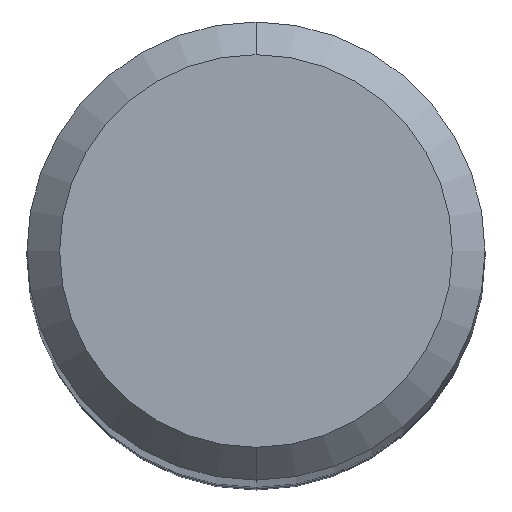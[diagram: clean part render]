
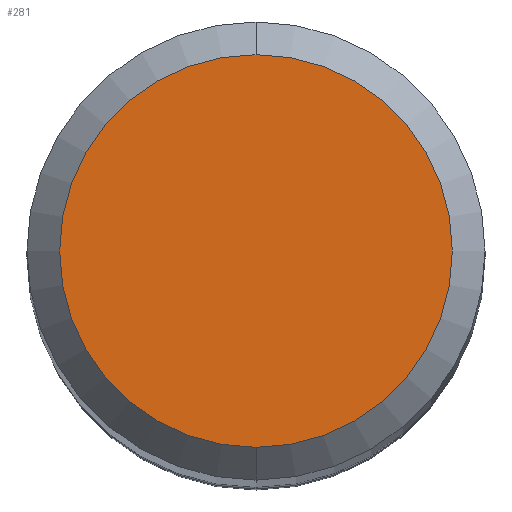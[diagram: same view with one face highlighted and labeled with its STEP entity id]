
A CAD part, top view. The second image highlights one B-rep face of the part: STEP entity #281.
In plain terms, the highlighted planar face has unit normal (0, 0, 1).
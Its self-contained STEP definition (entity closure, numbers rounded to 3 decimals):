
#167=EDGE_CURVE('',#175,#301,#405,.T.);
#175=VERTEX_POINT('',#413);
#231=EDGE_CURVE('',#301,#175,#474,.T.);
#281=ADVANCED_FACE('',(#527),#528,.T.);
#301=VERTEX_POINT('',#549);
#405=CIRCLE('',#667,1.8);
#413=CARTESIAN_POINT('',(0.0,1.8,0.0));
#474=CIRCLE('',#757,1.8);
#527=FACE_OUTER_BOUND('',#830,.T.);
#528=PLANE('',#831);
#549=CARTESIAN_POINT('',(0.,-1.8,0.0));
#667=AXIS2_PLACEMENT_3D('',#986,#987,#988);
#757=AXIS2_PLACEMENT_3D('',#1057,#1058,#1059);
#830=EDGE_LOOP('',(#1114,#1115));
#831=AXIS2_PLACEMENT_3D('',#1116,#1117,#1118);
#986=CARTESIAN_POINT('',(0.0,0.0,0.0));
#987=DIRECTION('',(0.0,0.0,-1.0));
#988=DIRECTION('',(0.0,1.0,0.0));
#1057=CARTESIAN_POINT('',(0.0,0.0,0.0));
#1058=DIRECTION('',(0.0,0.0,-1.0));
#1059=DIRECTION('',(0.0,1.0,0.0));
#1114=ORIENTED_EDGE('',*,*,#167,.F.);
#1115=ORIENTED_EDGE('',*,*,#231,.F.);
#1116=CARTESIAN_POINT('',(0.0,0.9,0.0));
#1117=DIRECTION('',(-0.0,0.0,1.0));
#1118=DIRECTION('',(0.0,-1.0,0.0));
